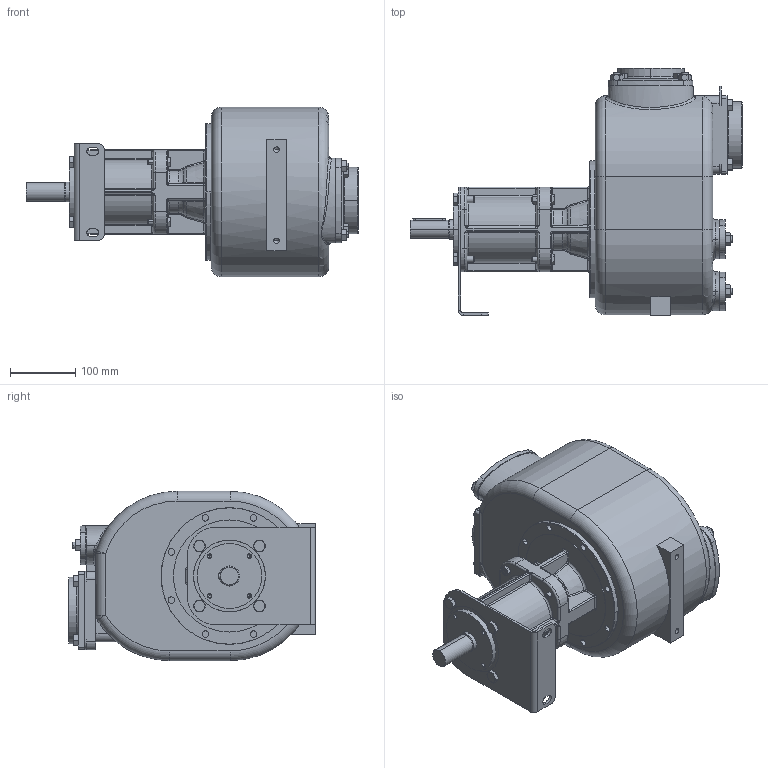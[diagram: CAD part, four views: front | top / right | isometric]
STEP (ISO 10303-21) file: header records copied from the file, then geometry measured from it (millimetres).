
FILE_DESCRIPTION((''),'2;1');
FILE_NAME('S_80_G_B_SW0001','2015-09-30T',('Nicola'),(''),'CREO PARAMETRIC BY PTC INC, 2015200','CREO PARAMETRIC BY PTC INC, 2015200','');
FILE_SCHEMA(('CONFIG_CONTROL_DESIGN'));
Products named in the file (1): S_80_G_B_SW0001
Bounding box: 509.5 x 379 x 260 mm (x, y, z)
Surface area: 787702.4 mm2 (no closed solid volume)
Topology: 0 solids, 1 shells, 1358 faces, 3065 edges, 1833 vertices
Faces by surface type: cylinder 424, plane 390, cone 344, torus 108, bspline 82, extrusion 6, sphere 4
Entity records: 56351 total; most frequent: CARTESIAN_POINT 26608, DIRECTION 6310, ORIENTED_EDGE 6106, EDGE_CURVE 3053, AXIS2_PLACEMENT_3D 2664, VERTEX_POINT 1833, EDGE_LOOP 1528, CIRCLE 1388
